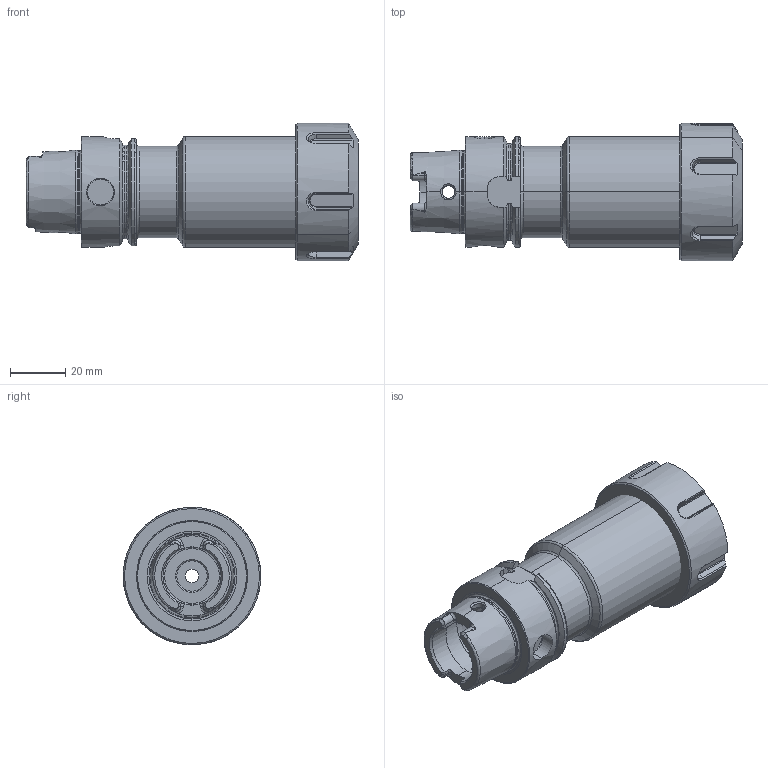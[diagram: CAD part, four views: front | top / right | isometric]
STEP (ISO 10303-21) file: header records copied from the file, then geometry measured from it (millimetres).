
FILE_DESCRIPTION (( 'STEP AP203' ), '1' );
FILE_NAME ('HA4.E32.K01.100.STEP', '2018-02-16T10:19:41', ( 'SWIAdmin' ), ( 'Hewlett-Packard Company' ), 'SwSTEP 2.0', 'SolidWorks 2017', '' );
FILE_SCHEMA (( 'CONFIG_CONTROL_DESIGN' ));
Length unit declared in the file: millimetre
Products named in the file (4): ERU-AN5.K01.020_A; HA4.E32.K01.100; HA4-E32.K01.100_B_Fertigbearbeitung; E32-ER1.001.022
Assembly tree (3 placements, depth 2):
  HA4.E32.K01.100
    HA4-E32.K01.100_B_Fertigbearbeitung
    E32-ER1.001.022
    ERU-AN5.K01.020_A
Bounding box: 119.9 x 49.7 x 49.67 mm (x, y, z)
Volume: 97109.2 mm3; surface area: 31762.6 mm2
Topology: 3 solids, 3 shells, 323 faces, 814 edges, 499 vertices
Faces by surface type: plane 132, cylinder 73, cone 69, torus 45, bspline 4
Entity records: 11685 total; most frequent: CARTESIAN_POINT 3711, ORIENTED_EDGE 1628, DIRECTION 1559, EDGE_CURVE 814, AXIS2_PLACEMENT_3D 613, VERTEX_POINT 499, EDGE_LOOP 335, LINE 333
